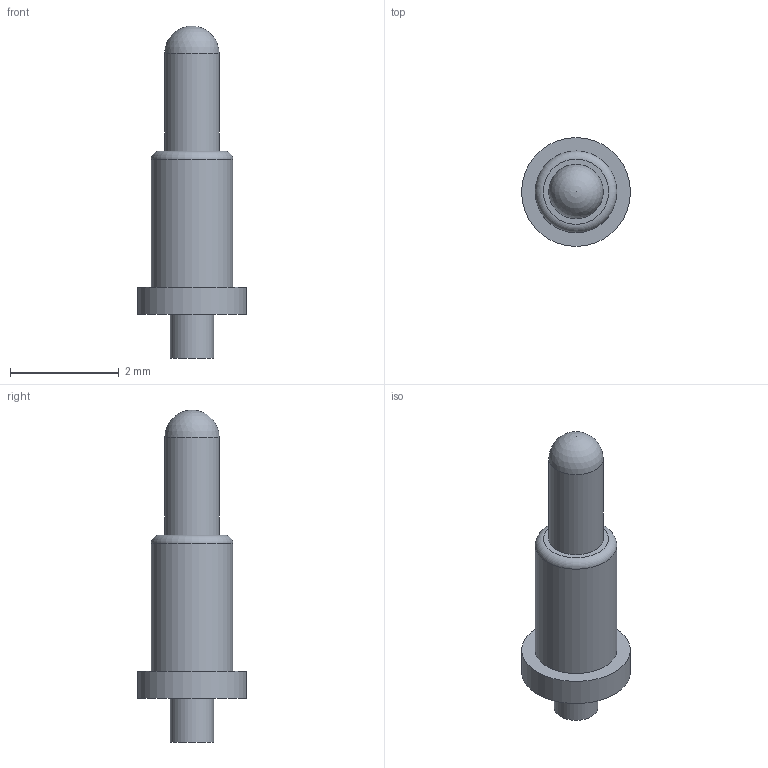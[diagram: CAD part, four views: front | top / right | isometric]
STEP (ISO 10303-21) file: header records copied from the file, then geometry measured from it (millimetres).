
FILE_DESCRIPTION(/* description */ (''),/* implementation_level */ '2;1');
FILE_NAME(/* name */ 'YZ72015053P-01.step',/* time_stamp */ '2023-11-30T12:25:31-08:00',/* author */ (''),/* organization */ (''),/* preprocessor_version */ 'ST-DEVELOPER v20',/* originating_system */ 'Autodesk Translation Framework v12.14.0.127',/* authorisation */ '');
FILE_SCHEMA (('AUTOMOTIVE_DESIGN { 1 0 10303 214 3 1 1 }'));
Length unit declared in the file: millimetre
Products named in the file (1): YZ72015053P-01
Bounding box: 2 x 2 x 6.1 mm (x, y, z)
Volume: 8 mm3; surface area: 29.3 mm2
Topology: 1 solids, 1 shells, 10 faces, 18 edges, 12 vertices
Faces by surface type: cylinder 4, plane 4, torus 1, sphere 1
Full cylindrical faces by diameter (mm): 0.8 x1, 1 x1, 1.5 x1, 2 x1
Entity records: 290 total; most frequent: DIRECTION 52, CARTESIAN_POINT 40, ORIENTED_EDGE 34, AXIS2_PLACEMENT_3D 24, EDGE_CURVE 17, EDGE_LOOP 13, CIRCLE 13, VERTEX_POINT 12
